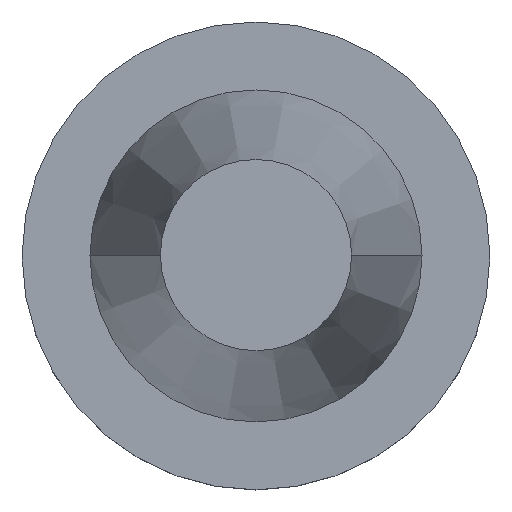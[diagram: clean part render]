
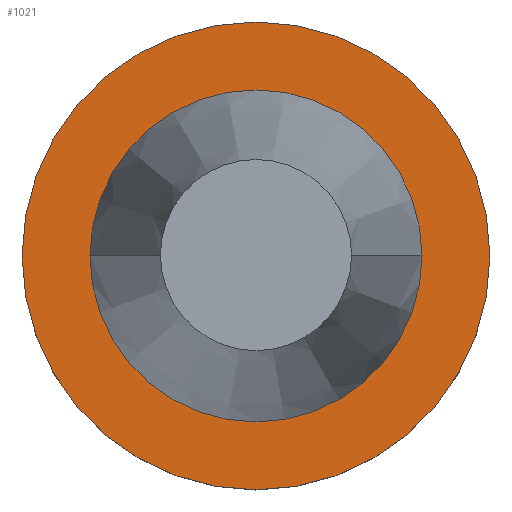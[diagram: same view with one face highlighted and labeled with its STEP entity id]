
A CAD part, top view. The second image highlights one B-rep face of the part: STEP entity #1021.
In plain terms, the highlighted planar face has unit normal (0, 0, 1).
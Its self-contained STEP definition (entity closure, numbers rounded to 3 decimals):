
#48 = CARTESIAN_POINT ( 'NONE',  ( 49.215, 0., -1.5 ) ) ;
#106 = DIRECTION ( 'NONE',  ( 1., 0., 0. ) ) ;
#114 = EDGE_CURVE ( 'NONE', #130, #570, #811, .T. ) ;
#124 = ORIENTED_EDGE ( 'NONE', *, *, #1042, .F. ) ;
#130 = VERTEX_POINT ( 'NONE', #945 ) ;
#135 = AXIS2_PLACEMENT_3D ( 'NONE', #977, #556, #488 ) ;
#233 = FACE_OUTER_BOUND ( 'NONE', #963, .T. ) ;
#297 = ORIENTED_EDGE ( 'NONE', *, *, #960, .T. ) ;
#321 = CARTESIAN_POINT ( 'NONE',  ( -34.925, 0., -1.5 ) ) ;
#358 = DIRECTION ( 'NONE',  ( 0., 0., 1. ) ) ;
#405 = FACE_BOUND ( 'NONE', #597, .T. ) ;
#414 = AXIS2_PLACEMENT_3D ( 'NONE', #965, #1040, #550 ) ;
#465 = EDGE_CURVE ( 'NONE', #485, #687, #702, .T. ) ;
#482 = DIRECTION ( 'NONE',  ( -1., 0., 0. ) ) ;
#485 = VERTEX_POINT ( 'NONE', #48 ) ;
#488 = DIRECTION ( 'NONE',  ( 1., 0., 0. ) ) ;
#494 = CARTESIAN_POINT ( 'NONE',  ( 0., 0., -1.5 ) ) ;
#550 = DIRECTION ( 'NONE',  ( 1., 0., 0. ) ) ;
#556 = DIRECTION ( 'NONE',  ( 0., 0., 1. ) ) ;
#570 = VERTEX_POINT ( 'NONE', #321 ) ;
#579 = AXIS2_PLACEMENT_3D ( 'NONE', #494, #903, #666 ) ;
#597 = EDGE_LOOP ( 'NONE', ( #637, #124 ) ) ;
#637 = ORIENTED_EDGE ( 'NONE', *, *, #114, .F. ) ;
#645 = CIRCLE ( 'NONE', #135, 34.925 ) ;
#655 = CARTESIAN_POINT ( 'NONE',  ( 0., 49.215, -1.5 ) ) ;
#666 = DIRECTION ( 'NONE',  ( 1., 0., 0. ) ) ;
#687 = VERTEX_POINT ( 'NONE', #914 ) ;
#702 = CIRCLE ( 'NONE', #414, 49.215 ) ;
#741 = PLANE ( 'NONE',  #906 ) ;
#804 = ORIENTED_EDGE ( 'NONE', *, *, #465, .T. ) ;
#811 = CIRCLE ( 'NONE', #1001, 34.925 ) ;
#903 = DIRECTION ( 'NONE',  ( 0., 0., 1. ) ) ;
#906 = AXIS2_PLACEMENT_3D ( 'NONE', #655, #986, #482 ) ;
#914 = CARTESIAN_POINT ( 'NONE',  ( -49.215, 0., -1.5 ) ) ;
#933 = CARTESIAN_POINT ( 'NONE',  ( 0., 0., -1.5 ) ) ;
#945 = CARTESIAN_POINT ( 'NONE',  ( 34.925, 0., -1.5 ) ) ;
#960 = EDGE_CURVE ( 'NONE', #687, #485, #1053, .T. ) ;
#963 = EDGE_LOOP ( 'NONE', ( #804, #297 ) ) ;
#965 = CARTESIAN_POINT ( 'NONE',  ( 0., 0., -1.5 ) ) ;
#977 = CARTESIAN_POINT ( 'NONE',  ( 0., 0., -1.5 ) ) ;
#986 = DIRECTION ( 'NONE',  ( 0., 0., -1. ) ) ;
#1001 = AXIS2_PLACEMENT_3D ( 'NONE', #933, #358, #106 ) ;
#1021 = ADVANCED_FACE ( 'NONE', ( #405, #233 ), #741, .F. ) ;
#1040 = DIRECTION ( 'NONE',  ( 0., 0., 1. ) ) ;
#1042 = EDGE_CURVE ( 'NONE', #570, #130, #645, .T. ) ;
#1053 = CIRCLE ( 'NONE', #579, 49.215 ) ;
